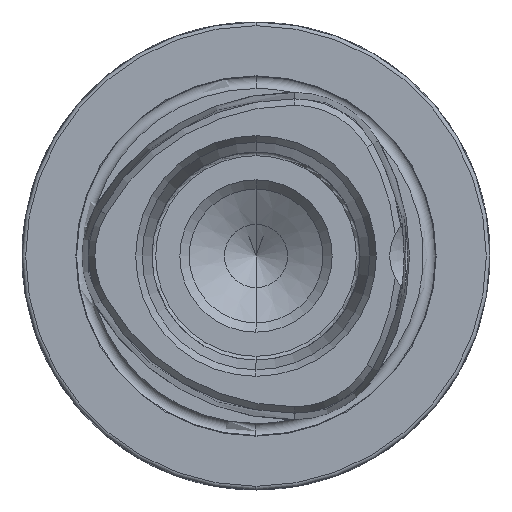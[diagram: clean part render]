
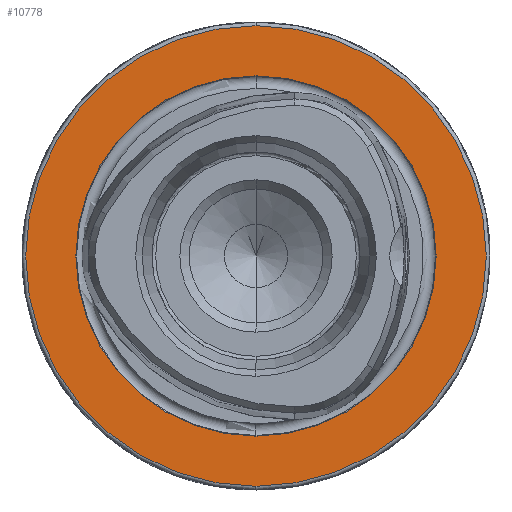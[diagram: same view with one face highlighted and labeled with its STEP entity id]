
A CAD part, left-side view. The second image highlights one B-rep face of the part: STEP entity #10778.
In plain terms, the highlighted planar face has unit normal (-1, 0, 0).
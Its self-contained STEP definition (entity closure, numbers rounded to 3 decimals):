
#487 = VERTEX_POINT ( 'NONE', #10448 ) ;
#507 = VERTEX_POINT ( 'NONE', #10470 ) ;
#519 = VERTEX_POINT ( 'NONE', #10482 ) ;
#916 = AXIS2_PLACEMENT_3D ( 'NONE', #1805, #1806, #1807 ) ;
#919 = AXIS2_PLACEMENT_3D ( 'NONE', #1816, #1817, #1818 ) ;
#1303 = EDGE_LOOP ( 'NONE', ( #7994, #7996 ) ) ;
#1805 = CARTESIAN_POINT ( 'NONE',  ( 0., 0., 0. ) ) ;
#1806 = DIRECTION ( 'NONE',  ( -1., 0., 0. ) ) ;
#1807 = DIRECTION ( 'NONE',  ( 0., 0., 1. ) ) ;
#1816 = CARTESIAN_POINT ( 'NONE',  ( 0., 0., 0. ) ) ;
#1817 = DIRECTION ( 'NONE',  ( -1., 0., 0. ) ) ;
#1818 = DIRECTION ( 'NONE',  ( 0., 0., 1. ) ) ;
#3918 = EDGE_LOOP ( 'NONE', ( #7998, #8000 ) ) ;
#4377 = CARTESIAN_POINT ( 'NONE',  ( 0., 0., 31. ) ) ;
#4401 = CARTESIAN_POINT ( 'NONE',  ( 0., 0., 0. ) ) ;
#4402 = DIRECTION ( 'NONE',  ( -1., 0., 0. ) ) ;
#4403 = DIRECTION ( 'NONE',  ( 0., 0., 1. ) ) ;
#4406 = CARTESIAN_POINT ( 'NONE',  ( 0., 0., 0. ) ) ;
#4407 = DIRECTION ( 'NONE',  ( -1., 0., 0. ) ) ;
#4408 = DIRECTION ( 'NONE',  ( 0., 0., 1. ) ) ;
#4497 = EDGE_CURVE ( 'NONE', #507, #487, #5876, .T. ) ;
#4501 = EDGE_CURVE ( 'NONE', #6212, #519, #5883, .T. ) ;
#5088 = FACE_OUTER_BOUND ( 'NONE', #3918, .T. ) ;
#5094 = FACE_BOUND ( 'NONE', #1303, .T. ) ;
#5876 = CIRCLE ( 'NONE', #916, 24.25 ) ;
#5883 = CIRCLE ( 'NONE', #919, 31. ) ;
#6212 = VERTEX_POINT ( 'NONE', #4377 ) ;
#7532 = EDGE_CURVE ( 'NONE', #519, #6212, #7899, .T. ) ;
#7533 = EDGE_CURVE ( 'NONE', #487, #507, #7919, .T. ) ;
#7791 = AXIS2_PLACEMENT_3D ( 'NONE', #9914, #9919, #9920 ) ;
#7899 = CIRCLE ( 'NONE', #8315, 31. ) ;
#7919 = CIRCLE ( 'NONE', #8316, 24.25 ) ;
#7994 = ORIENTED_EDGE ( 'NONE', *, *, #7533, .F. ) ;
#7996 = ORIENTED_EDGE ( 'NONE', *, *, #4497, .F. ) ;
#7998 = ORIENTED_EDGE ( 'NONE', *, *, #4501, .T. ) ;
#8000 = ORIENTED_EDGE ( 'NONE', *, *, #7532, .T. ) ;
#8315 = AXIS2_PLACEMENT_3D ( 'NONE', #4401, #4402, #4403 ) ;
#8316 = AXIS2_PLACEMENT_3D ( 'NONE', #4406, #4407, #4408 ) ;
#9914 = CARTESIAN_POINT ( 'NONE',  ( 0., 24.25, 0. ) ) ;
#9917 = PLANE ( 'NONE',  #7791 ) ;
#9919 = DIRECTION ( 'NONE',  ( 1., 0., 0. ) ) ;
#9920 = DIRECTION ( 'NONE',  ( 0., 0., -1. ) ) ;
#10448 = CARTESIAN_POINT ( 'NONE',  ( 0., 0., 24.25 ) ) ;
#10470 = CARTESIAN_POINT ( 'NONE',  ( 0., 0., -24.25 ) ) ;
#10482 = CARTESIAN_POINT ( 'NONE',  ( 0., 0., -31. ) ) ;
#10778 = ADVANCED_FACE ( 'NONE', ( #5094, #5088 ), #9917, .F. ) ;
